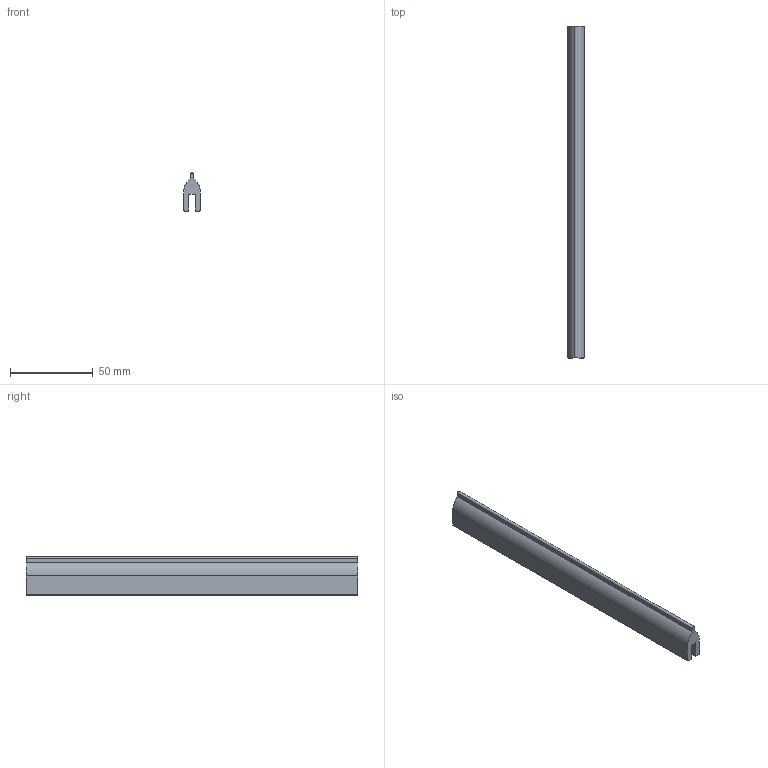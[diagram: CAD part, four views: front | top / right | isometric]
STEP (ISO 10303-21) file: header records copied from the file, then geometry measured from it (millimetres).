
FILE_DESCRIPTION((''),'2;1');
FILE_NAME('','2005-12-14T14:55:02',(''),(''),'','CADfix','');
FILE_SCHEMA(('AUTOMOTIVE_DESIGN'));
Length unit declared in the file: millimetre
Products named in the file (1): rubber foam
Bounding box: 10 x 200 x 23 mm (x, y, z)
Volume: 28438.7 mm3; surface area: 16136.1 mm2
Topology: 1 solids, 1 shells, 16 faces, 42 edges, 28 vertices
Faces by surface type: bspline 16
Entity records: 472 total; most frequent: CARTESIAN_POINT 205, ORIENTED_EDGE 84, EDGE_CURVE 42, QUASI_UNIFORM_CURVE 32, VERTEX_POINT 28, EDGE_LOOP 16, FACE_OUTER_BOUND 16, ADVANCED_FACE 16
